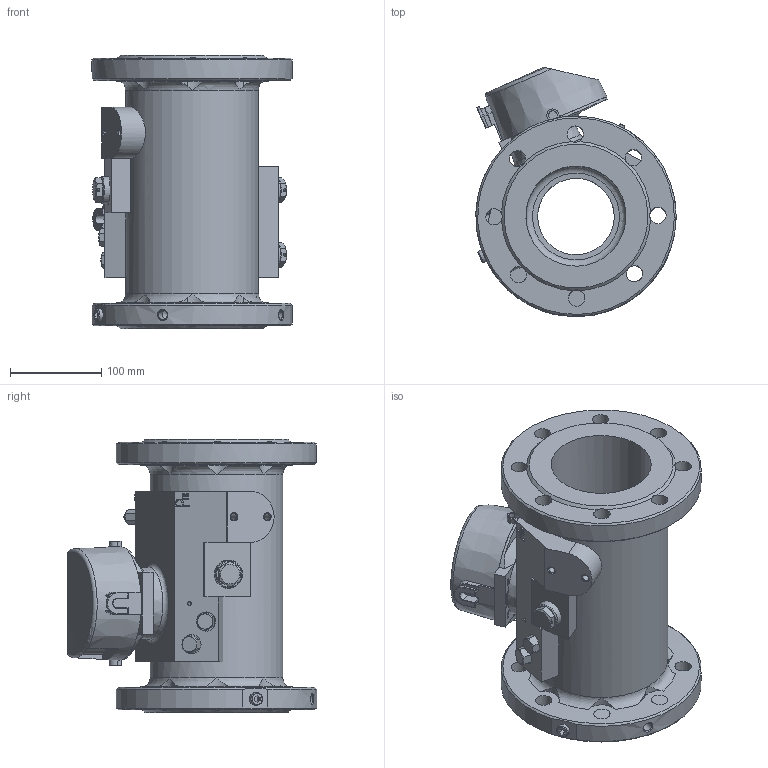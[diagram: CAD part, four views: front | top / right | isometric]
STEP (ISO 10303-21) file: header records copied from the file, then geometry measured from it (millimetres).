
FILE_DESCRIPTION(('STEP AP214'), '1');
FILE_NAME('TRZ DN100 ñëåâà-íàïðàâî_1', '2014-08-08T11:49:49', (' '), (''), 'ASCON STEP Converter 1.3', 'ASCON Math Kernel', '');
FILE_SCHEMA(('AUTOMOTIVE_DESIGN { 1 0 10303 214 3 1 1}'));
Length unit declared in the file: millimetre
Products named in the file (10): 42; 43; 44; 45; 46; 47; 48; 49; 50; 51
Assembly tree (12 placements, depth 2):
  42
    43
    44  x3
    45
    46
    47
    48
    49  x2
    50
    51
Bounding box: 219.93 x 273.76 x 300 mm (x, y, z)
Volume: 4809804.9 mm3; surface area: 523641.3 mm2
Topology: 12 solids, 12 shells, 571 faces, 1678 edges, 1165 vertices
Faces by surface type: plane 260, cylinder 140, cone 81, bspline 54, torus 33, sphere 3
Full cylindrical faces by diameter (mm): 2 x1, 3 x5, 4.134 x2, 4.2 x1, 6 x3, 6.2 x1, 7.2 x2, 8.2 x1, 8.461 x2, 8.773 x3, 9 x2, 9.4 x1, 10 x6, 10.5 x1, 12 x1, 14 x3, 18 x19, 18.631 x3, 20.95 x3, 21 x3, 22 x3, 27 x3, 30 x4, 31 x3, 39 x1, 43.376 x1, 62 x1, 62.4 x2, 67.2 x1, 69 x1
Entity records: 37379 total; most frequent: CARTESIAN_POINT 23452, ORIENTED_EDGE 2974, DIRECTION 2480, EDGE_CURVE 1487, VERTEX_POINT 1031, AXIS2_PLACEMENT_3D 946, EDGE_LOOP 598, LINE 588
